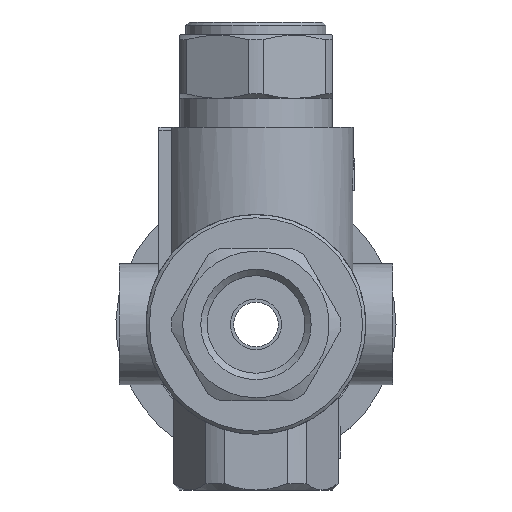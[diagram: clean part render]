
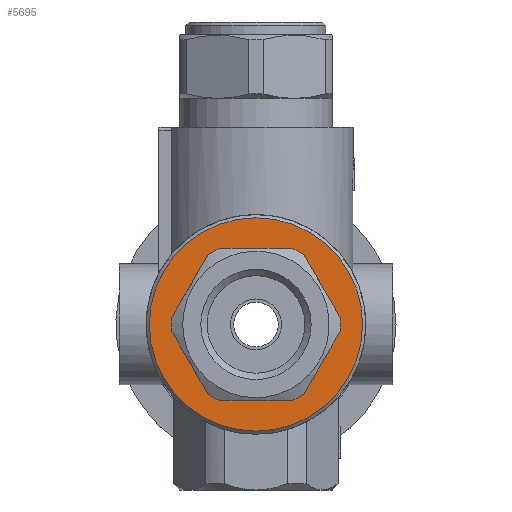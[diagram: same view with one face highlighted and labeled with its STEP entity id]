
A CAD part, left-side view. The second image highlights one B-rep face of the part: STEP entity #5695.
In plain terms, the highlighted planar face has unit normal (-1, 0, 0).
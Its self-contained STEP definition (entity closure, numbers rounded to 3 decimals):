
#1330=ORIENTED_EDGE('',*,*,#2853,.T.);
#1331=ORIENTED_EDGE('',*,*,#2854,.T.);
#2853=EDGE_CURVE('',#3615,#3615,#4111,.F.);
#2854=EDGE_CURVE('',#3616,#3616,#4112,.T.);
#3615=VERTEX_POINT('',#9225);
#3616=VERTEX_POINT('',#9227);
#4111=CIRCLE('',#6254,9.823);
#4112=CIRCLE('',#6255,16.75);
#4421=EDGE_LOOP('',(#1330));
#4422=EDGE_LOOP('',(#1331));
#4976=FACE_BOUND('',#4421,.T.);
#4977=FACE_BOUND('',#4422,.T.);
#5490=PLANE('',#6253);
#5695=ADVANCED_FACE('',(#4976,#4977),#5490,.T.);
#6253=AXIS2_PLACEMENT_3D('',#9223,#7135,#7136);
#6254=AXIS2_PLACEMENT_3D('',#9224,#7137,#7138);
#6255=AXIS2_PLACEMENT_3D('',#9226,#7139,#7140);
#7135=DIRECTION('',(-1.,0.,0.));
#7136=DIRECTION('',(0.,0.,1.));
#7137=DIRECTION('',(-1.,0.,0.));
#7138=DIRECTION('',(0.,0.,1.));
#7139=DIRECTION('',(-1.,0.,0.));
#7140=DIRECTION('',(0.,0.,1.));
#9223=CARTESIAN_POINT('',(-20.,0.,0.));
#9224=CARTESIAN_POINT('',(-20.,0.,0.));
#9225=CARTESIAN_POINT('',(-20.,0.,9.823));
#9226=CARTESIAN_POINT('',(-20.,0.,0.));
#9227=CARTESIAN_POINT('',(-20.,0.,16.75));
